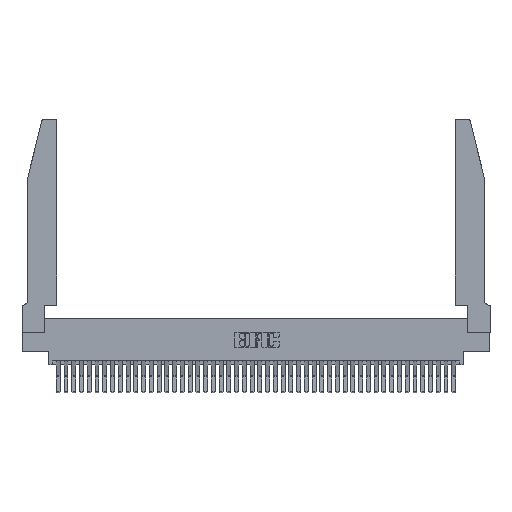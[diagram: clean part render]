
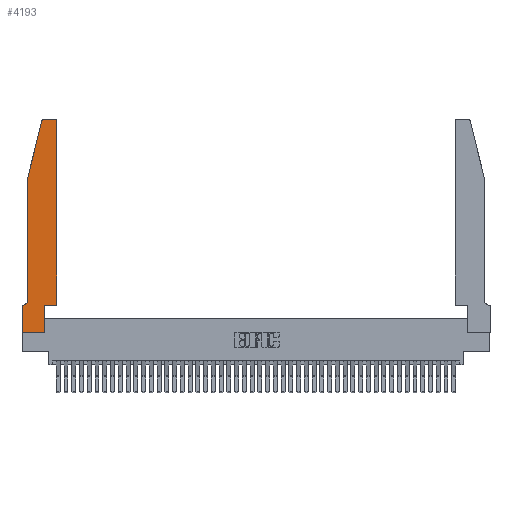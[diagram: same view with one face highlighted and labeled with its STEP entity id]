
A CAD part, top view. The second image highlights one B-rep face of the part: STEP entity #4193.
In plain terms, the highlighted planar face has unit normal (0, 0, 1).
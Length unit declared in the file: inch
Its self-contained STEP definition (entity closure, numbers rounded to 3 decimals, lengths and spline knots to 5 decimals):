
#690 = VERTEX_POINT ( 'NONE', #9446 ) ;
#817 = VECTOR ( 'NONE', #28219, 39.37008 ) ;
#1264 = EDGE_CURVE ( 'NONE', #22243, #15061, #37921, .T. ) ;
#1616 = EDGE_CURVE ( 'NONE', #34443, #10019, #44327, .T. ) ;
#2446 = DIRECTION ( 'NONE',  ( 0., 1., 0. ) ) ;
#3088 = CARTESIAN_POINT ( 'NONE',  ( 0.2865, 0.35, 0.37 ) ) ;
#3212 = PLANE ( 'NONE',  #37101 ) ;
#3518 = DIRECTION ( 'NONE',  ( 0., 0., -1. ) ) ;
#3637 = CIRCLE ( 'NONE', #28355, 0.03 ) ;
#3737 = LINE ( 'NONE', #37082, #4833 ) ;
#3939 = CARTESIAN_POINT ( 'NONE',  ( 0.4505, 0.35, 0.37 ) ) ;
#4148 = LINE ( 'NONE', #6185, #22479 ) ;
#4193 = ADVANCED_FACE ( 'NONE', ( #39901 ), #3212, .T. ) ;
#4802 = DIRECTION ( 'NONE',  ( -0.239, -0.971, 0. ) ) ;
#4833 = VECTOR ( 'NONE', #13088, 39.37008 ) ;
#5114 = EDGE_CURVE ( 'NONE', #14312, #5845, #12413, .T. ) ;
#5200 = CARTESIAN_POINT ( 'NONE',  ( 0., 0.35, 0.37 ) ) ;
#5659 = DIRECTION ( 'NONE',  ( 1., 0., 0. ) ) ;
#5840 = ORIENTED_EDGE ( 'NONE', *, *, #33383, .T. ) ;
#5845 = VERTEX_POINT ( 'NONE', #39167 ) ;
#6185 = CARTESIAN_POINT ( 'NONE',  ( 0.0755, 0.35, 0.37 ) ) ;
#6488 = VERTEX_POINT ( 'NONE', #42558 ) ;
#6598 = VERTEX_POINT ( 'NONE', #5200 ) ;
#6976 = ORIENTED_EDGE ( 'NONE', *, *, #33794, .T. ) ;
#7424 = VECTOR ( 'NONE', #2446, 39.37008 ) ;
#7684 = EDGE_CURVE ( 'NONE', #19160, #34443, #9967, .T. ) ;
#7924 = CARTESIAN_POINT ( 'NONE',  ( 0.0055, 0.35, 0.37 ) ) ;
#9446 = CARTESIAN_POINT ( 'NONE',  ( 0.2865, 0.35, 0.37 ) ) ;
#9469 = CARTESIAN_POINT ( 'NONE',  ( 0.2865, 0., 0.37 ) ) ;
#9967 = LINE ( 'NONE', #38397, #817 ) ;
#10019 = VERTEX_POINT ( 'NONE', #32963 ) ;
#10126 = CARTESIAN_POINT ( 'NONE',  ( 0., 0.35, 0.37 ) ) ;
#10804 = ORIENTED_EDGE ( 'NONE', *, *, #28109, .T. ) ;
#11833 = CIRCLE ( 'NONE', #43015, 0.07 ) ;
#12413 = LINE ( 'NONE', #32425, #21584 ) ;
#13088 = DIRECTION ( 'NONE',  ( 0., -1., 0. ) ) ;
#14033 = CARTESIAN_POINT ( 'NONE',  ( 0.4205, 2.75, 0.37 ) ) ;
#14086 = LINE ( 'NONE', #16070, #21106 ) ;
#14145 = CARTESIAN_POINT ( 'NONE',  ( 0.284, 2.72, 0.37 ) ) ;
#14312 = VERTEX_POINT ( 'NONE', #26355 ) ;
#14366 = ORIENTED_EDGE ( 'NONE', *, *, #41359, .T. ) ;
#15061 = VERTEX_POINT ( 'NONE', #9469 ) ;
#16070 = CARTESIAN_POINT ( 'NONE',  ( 0.4505, 0.35, 0.37 ) ) ;
#16332 = VECTOR ( 'NONE', #16638, 39.37008 ) ;
#16373 = EDGE_CURVE ( 'NONE', #6488, #19160, #3637, .T. ) ;
#16638 = DIRECTION ( 'NONE',  ( 0., 1., 0. ) ) ;
#17046 = DIRECTION ( 'NONE',  ( 1., 0., 0. ) ) ;
#17633 = DIRECTION ( 'NONE',  ( 1., 0., 0. ) ) ;
#19160 = VERTEX_POINT ( 'NONE', #14033 ) ;
#19537 = DIRECTION ( 'NONE',  ( 1., 0., 0. ) ) ;
#19589 = CARTESIAN_POINT ( 'NONE',  ( 0.4205, 2.72, 0.37 ) ) ;
#19700 = VECTOR ( 'NONE', #5659, 39.37008 ) ;
#20762 = LINE ( 'NONE', #28824, #38992 ) ;
#21106 = VECTOR ( 'NONE', #19537, 39.37008 ) ;
#21394 = ORIENTED_EDGE ( 'NONE', *, *, #5114, .T. ) ;
#21584 = VECTOR ( 'NONE', #22258, 39.37008 ) ;
#21746 = CARTESIAN_POINT ( 'NONE',  ( 0.284, 2.75, 0.37 ) ) ;
#22243 = VERTEX_POINT ( 'NONE', #25903 ) ;
#22258 = DIRECTION ( 'NONE',  ( 0., -1., 0. ) ) ;
#22479 = VECTOR ( 'NONE', #23334, 39.37008 ) ;
#22950 = EDGE_CURVE ( 'NONE', #690, #34980, #14086, .T. ) ;
#23055 = DIRECTION ( 'NONE',  ( 1., 0., 0. ) ) ;
#23334 = DIRECTION ( 'NONE',  ( -1., 0., 0. ) ) ;
#24125 = CARTESIAN_POINT ( 'NONE',  ( 0.0055, 0.42, 0.37 ) ) ;
#25903 = CARTESIAN_POINT ( 'NONE',  ( 0., 0., 0.37 ) ) ;
#26227 = CARTESIAN_POINT ( 'NONE',  ( 0., 0., 0.37 ) ) ;
#26355 = CARTESIAN_POINT ( 'NONE',  ( 0.0755, 2., 0.37 ) ) ;
#27562 = DIRECTION ( 'NONE',  ( -1., 0., 0. ) ) ;
#28109 = EDGE_CURVE ( 'NONE', #34980, #6488, #34818, .T. ) ;
#28219 = DIRECTION ( 'NONE',  ( -1., 0., 0. ) ) ;
#28355 = AXIS2_PLACEMENT_3D ( 'NONE', #19589, #43558, #23055 ) ;
#28824 = CARTESIAN_POINT ( 'NONE',  ( 0.0755, 2., 0.37 ) ) ;
#29122 = VERTEX_POINT ( 'NONE', #7924 ) ;
#29981 = ORIENTED_EDGE ( 'NONE', *, *, #22950, .T. ) ;
#32425 = CARTESIAN_POINT ( 'NONE',  ( 0.0755, 2., 0.37 ) ) ;
#32719 = EDGE_LOOP ( 'NONE', ( #35926, #37539, #6976, #21394, #33742, #5840, #35365, #42335, #14366, #29981, #10804, #38454 ) ) ;
#32963 = CARTESIAN_POINT ( 'NONE',  ( 0.25487, 2.72718, 0.37 ) ) ;
#33383 = EDGE_CURVE ( 'NONE', #29122, #6598, #4148, .T. ) ;
#33532 = LINE ( 'NONE', #3088, #16332 ) ;
#33742 = ORIENTED_EDGE ( 'NONE', *, *, #43360, .T. ) ;
#33794 = EDGE_CURVE ( 'NONE', #10019, #14312, #20762, .T. ) ;
#34443 = VERTEX_POINT ( 'NONE', #21746 ) ;
#34818 = LINE ( 'NONE', #36669, #7424 ) ;
#34980 = VERTEX_POINT ( 'NONE', #3939 ) ;
#35365 = ORIENTED_EDGE ( 'NONE', *, *, #37691, .T. ) ;
#35926 = ORIENTED_EDGE ( 'NONE', *, *, #7684, .T. ) ;
#36669 = CARTESIAN_POINT ( 'NONE',  ( 0.4505, 0.35, 0.37 ) ) ;
#37082 = CARTESIAN_POINT ( 'NONE',  ( 0., 0., 0.37 ) ) ;
#37101 = AXIS2_PLACEMENT_3D ( 'NONE', #10126, #37576, #17046 ) ;
#37539 = ORIENTED_EDGE ( 'NONE', *, *, #1616, .T. ) ;
#37576 = DIRECTION ( 'NONE',  ( 0., 0., 1. ) ) ;
#37691 = EDGE_CURVE ( 'NONE', #6598, #22243, #3737, .T. ) ;
#37921 = LINE ( 'NONE', #26227, #19700 ) ;
#38165 = DIRECTION ( 'NONE',  ( 0., 0., 1. ) ) ;
#38397 = CARTESIAN_POINT ( 'NONE',  ( 0.2605, 2.75, 0.37 ) ) ;
#38454 = ORIENTED_EDGE ( 'NONE', *, *, #16373, .T. ) ;
#38992 = VECTOR ( 'NONE', #4802, 39.37008 ) ;
#39167 = CARTESIAN_POINT ( 'NONE',  ( 0.0755, 0.42, 0.37 ) ) ;
#39901 = FACE_OUTER_BOUND ( 'NONE', #32719, .T. ) ;
#41359 = EDGE_CURVE ( 'NONE', #15061, #690, #33532, .T. ) ;
#42335 = ORIENTED_EDGE ( 'NONE', *, *, #1264, .T. ) ;
#42558 = CARTESIAN_POINT ( 'NONE',  ( 0.4505, 2.72, 0.37 ) ) ;
#43015 = AXIS2_PLACEMENT_3D ( 'NONE', #24125, #3518, #27562 ) ;
#43360 = EDGE_CURVE ( 'NONE', #5845, #29122, #11833, .T. ) ;
#43558 = DIRECTION ( 'NONE',  ( 0., 0., 1. ) ) ;
#43933 = AXIS2_PLACEMENT_3D ( 'NONE', #14145, #38165, #17633 ) ;
#44327 = CIRCLE ( 'NONE', #43933, 0.03 ) ;
